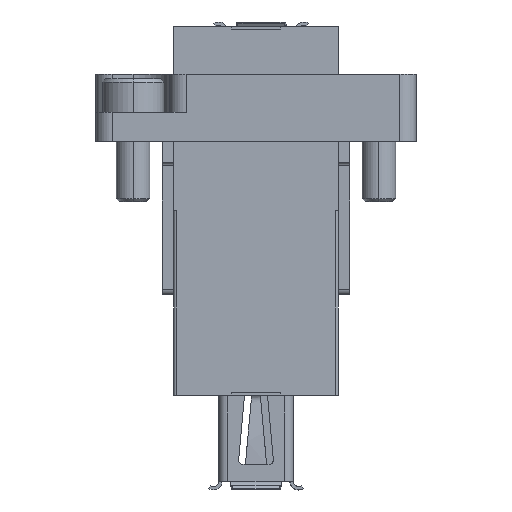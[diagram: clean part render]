
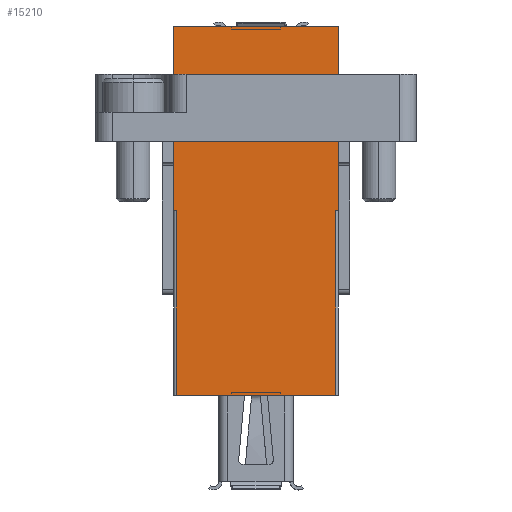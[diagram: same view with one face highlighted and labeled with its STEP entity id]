
A CAD part, front view. The second image highlights one B-rep face of the part: STEP entity #15210.
In plain terms, the highlighted planar face has unit normal (0, -1, 0).
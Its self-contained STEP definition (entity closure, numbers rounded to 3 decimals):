
#855 = ORIENTED_EDGE ( 'NONE', *, *, #5577, .T. ) ;
#1004 = DIRECTION ( 'NONE',  ( 0., 0., 1. ) ) ;
#1541 = LINE ( 'NONE', #19247, #48598 ) ;
#2129 = CARTESIAN_POINT ( 'NONE',  ( -2.807, -4.972, 8.874 ) ) ;
#3020 = VERTEX_POINT ( 'NONE', #11494 ) ;
#3210 = VECTOR ( 'NONE', #18171, 1000. ) ;
#4172 = DIRECTION ( 'NONE',  ( 1., 0., 0. ) ) ;
#4939 = LINE ( 'NONE', #40639, #27372 ) ;
#5577 = EDGE_CURVE ( 'NONE', #53954, #12522, #33901, .T. ) ;
#5700 = CARTESIAN_POINT ( 'NONE',  ( -17.057, -4.972, 8.874 ) ) ;
#6552 = EDGE_CURVE ( 'NONE', #13008, #41384, #22775, .T. ) ;
#7233 = EDGE_CURVE ( 'NONE', #40266, #23854, #49290, .T. ) ;
#7417 = AXIS2_PLACEMENT_3D ( 'NONE', #13171, #26247, #4172 ) ;
#7517 = DIRECTION ( 'NONE',  ( 0., 0., 1. ) ) ;
#7793 = EDGE_CURVE ( 'NONE', #25745, #35368, #56694, .T. ) ;
#8071 = ORIENTED_EDGE ( 'NONE', *, *, #29243, .T. ) ;
#8840 = FACE_BOUND ( 'NONE', #21337, .T. ) ;
#8855 = LINE ( 'NONE', #23026, #52881 ) ;
#8865 = ORIENTED_EDGE ( 'NONE', *, *, #6552, .F. ) ;
#9135 = CARTESIAN_POINT ( 'NONE',  ( -4.432, -4.972, -15.826 ) ) ;
#9493 = ORIENTED_EDGE ( 'NONE', *, *, #30796, .T. ) ;
#10509 = CARTESIAN_POINT ( 'NONE',  ( -4.432, -4.972, -16.826 ) ) ;
#11494 = CARTESIAN_POINT ( 'NONE',  ( -2.557, -4.972, -24.126 ) ) ;
#11834 = CARTESIAN_POINT ( 'NONE',  ( -17.307, -4.972, -7.626 ) ) ;
#12092 = CARTESIAN_POINT ( 'NONE',  ( -2.807, -4.972, -7.626 ) ) ;
#12522 = VERTEX_POINT ( 'NONE', #10509 ) ;
#12741 = VECTOR ( 'NONE', #21859, 1000. ) ;
#13008 = VERTEX_POINT ( 'NONE', #5700 ) ;
#13147 = DIRECTION ( 'NONE',  ( -1., 0., 0. ) ) ;
#13171 = CARTESIAN_POINT ( 'NONE',  ( -17.307, -4.972, -24.126 ) ) ;
#13487 = CARTESIAN_POINT ( 'NONE',  ( -17.307, -4.972, -24.126 ) ) ;
#13657 = DIRECTION ( 'NONE',  ( -1., 0., 0. ) ) ;
#14827 = VERTEX_POINT ( 'NONE', #42236 ) ;
#15098 = ORIENTED_EDGE ( 'NONE', *, *, #34109, .T. ) ;
#15210 = ADVANCED_FACE ( 'NONE', ( #8840, #36075 ), #48382, .T. ) ;
#17601 = CARTESIAN_POINT ( 'NONE',  ( -15.432, -4.972, -24.126 ) ) ;
#18171 = DIRECTION ( 'NONE',  ( 1., 0., 0. ) ) ;
#19247 = CARTESIAN_POINT ( 'NONE',  ( -2.807, -4.972, -24.126 ) ) ;
#19869 = DIRECTION ( 'NONE',  ( 0., 0., 1. ) ) ;
#20013 = CARTESIAN_POINT ( 'NONE',  ( -4.432, -4.972, -24.126 ) ) ;
#20763 = EDGE_LOOP ( 'NONE', ( #48592, #40114, #15098, #30063, #55625, #9493, #8865, #38453 ) ) ;
#21026 = EDGE_CURVE ( 'NONE', #3020, #37169, #42243, .T. ) ;
#21143 = CARTESIAN_POINT ( 'NONE',  ( -15.432, -4.972, -15.826 ) ) ;
#21337 = EDGE_LOOP ( 'NONE', ( #44258, #855, #8071, #37192 ) ) ;
#21859 = DIRECTION ( 'NONE',  ( 1., 0., 0. ) ) ;
#22176 = DIRECTION ( 'NONE',  ( 0., 0., 1. ) ) ;
#22336 = VECTOR ( 'NONE', #47307, 1000. ) ;
#22775 = LINE ( 'NONE', #44918, #3210 ) ;
#23026 = CARTESIAN_POINT ( 'NONE',  ( -17.057, -4.972, 8.874 ) ) ;
#23854 = VERTEX_POINT ( 'NONE', #21143 ) ;
#24075 = DIRECTION ( 'NONE',  ( 0., 0., -1. ) ) ;
#25394 = DIRECTION ( 'NONE',  ( 1., 0., 0. ) ) ;
#25745 = VERTEX_POINT ( 'NONE', #27519 ) ;
#26247 = DIRECTION ( 'NONE',  ( 0., -1., 0. ) ) ;
#26527 = CARTESIAN_POINT ( 'NONE',  ( -17.307, -4.972, -15.826 ) ) ;
#27372 = VECTOR ( 'NONE', #13657, 1000. ) ;
#27519 = CARTESIAN_POINT ( 'NONE',  ( -17.057, -4.972, -7.626 ) ) ;
#29243 = EDGE_CURVE ( 'NONE', #12522, #40266, #4939, .T. ) ;
#29556 = LINE ( 'NONE', #38847, #47589 ) ;
#30063 = ORIENTED_EDGE ( 'NONE', *, *, #21026, .T. ) ;
#30796 = EDGE_CURVE ( 'NONE', #40825, #41384, #1541, .T. ) ;
#30888 = LINE ( 'NONE', #13487, #47414 ) ;
#32007 = VECTOR ( 'NONE', #19869, 1000. ) ;
#33901 = LINE ( 'NONE', #20013, #42009 ) ;
#34109 = EDGE_CURVE ( 'NONE', #14827, #3020, #30888, .T. ) ;
#35368 = VERTEX_POINT ( 'NONE', #39121 ) ;
#35700 = VECTOR ( 'NONE', #1004, 1000. ) ;
#36075 = FACE_OUTER_BOUND ( 'NONE', #20763, .T. ) ;
#36190 = EDGE_CURVE ( 'NONE', #25745, #13008, #8855, .T. ) ;
#37169 = VERTEX_POINT ( 'NONE', #42785 ) ;
#37192 = ORIENTED_EDGE ( 'NONE', *, *, #7233, .T. ) ;
#37576 = EDGE_CURVE ( 'NONE', #37169, #40825, #56228, .T. ) ;
#38180 = EDGE_CURVE ( 'NONE', #14827, #35368, #29556, .T. ) ;
#38453 = ORIENTED_EDGE ( 'NONE', *, *, #36190, .F. ) ;
#38847 = CARTESIAN_POINT ( 'NONE',  ( -17.307, -4.972, -24.126 ) ) ;
#39121 = CARTESIAN_POINT ( 'NONE',  ( -17.307, -4.972, -7.626 ) ) ;
#40007 = CARTESIAN_POINT ( 'NONE',  ( -15.432, -4.972, -16.826 ) ) ;
#40114 = ORIENTED_EDGE ( 'NONE', *, *, #38180, .F. ) ;
#40266 = VERTEX_POINT ( 'NONE', #40007 ) ;
#40639 = CARTESIAN_POINT ( 'NONE',  ( -17.307, -4.972, -16.826 ) ) ;
#40825 = VERTEX_POINT ( 'NONE', #12092 ) ;
#41384 = VERTEX_POINT ( 'NONE', #2129 ) ;
#41652 = CARTESIAN_POINT ( 'NONE',  ( -2.557, -4.972, -24.126 ) ) ;
#42009 = VECTOR ( 'NONE', #24075, 1000. ) ;
#42236 = CARTESIAN_POINT ( 'NONE',  ( -17.307, -4.972, -24.126 ) ) ;
#42243 = LINE ( 'NONE', #41652, #32007 ) ;
#42785 = CARTESIAN_POINT ( 'NONE',  ( -2.557, -4.972, -7.626 ) ) ;
#44258 = ORIENTED_EDGE ( 'NONE', *, *, #51912, .T. ) ;
#44918 = CARTESIAN_POINT ( 'NONE',  ( -17.806, -4.972, 8.874 ) ) ;
#47307 = DIRECTION ( 'NONE',  ( -1., 0., 0. ) ) ;
#47414 = VECTOR ( 'NONE', #25394, 1000. ) ;
#47589 = VECTOR ( 'NONE', #7517, 1000. ) ;
#48382 = PLANE ( 'NONE',  #7417 ) ;
#48592 = ORIENTED_EDGE ( 'NONE', *, *, #7793, .T. ) ;
#48598 = VECTOR ( 'NONE', #54973, 1000. ) ;
#49290 = LINE ( 'NONE', #17601, #35700 ) ;
#50694 = VECTOR ( 'NONE', #13147, 1000. ) ;
#51912 = EDGE_CURVE ( 'NONE', #23854, #53954, #53514, .T. ) ;
#52881 = VECTOR ( 'NONE', #22176, 1000. ) ;
#53514 = LINE ( 'NONE', #26527, #12741 ) ;
#53954 = VERTEX_POINT ( 'NONE', #9135 ) ;
#54973 = DIRECTION ( 'NONE',  ( 0., 0., 1. ) ) ;
#55625 = ORIENTED_EDGE ( 'NONE', *, *, #37576, .T. ) ;
#56228 = LINE ( 'NONE', #11834, #22336 ) ;
#56694 = LINE ( 'NONE', #56985, #50694 ) ;
#56985 = CARTESIAN_POINT ( 'NONE',  ( -9.932, -4.972, -7.626 ) ) ;
